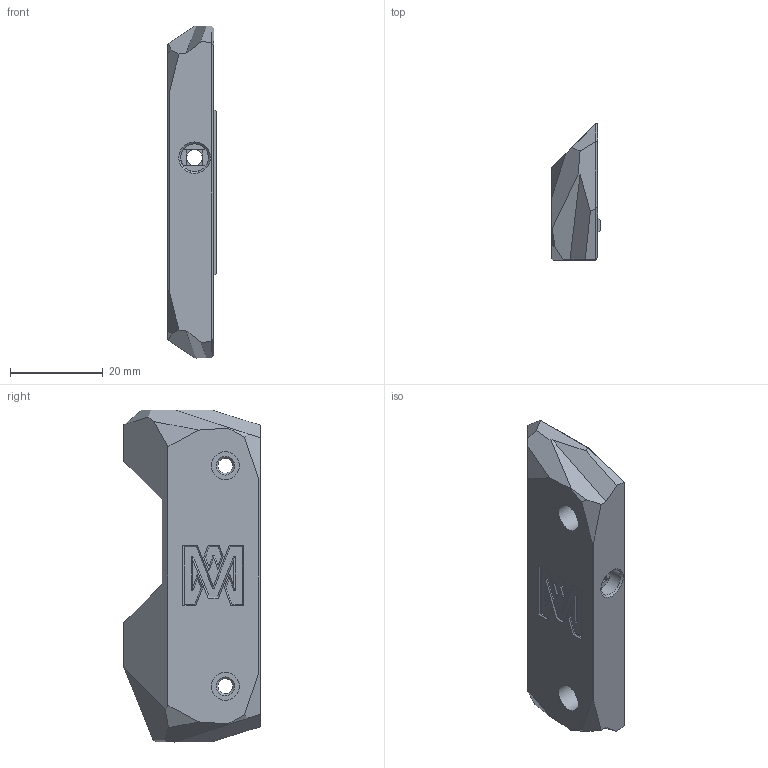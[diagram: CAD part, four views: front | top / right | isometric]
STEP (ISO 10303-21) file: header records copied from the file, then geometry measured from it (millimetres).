
FILE_DESCRIPTION(/* description */ (''),/* implementation_level */ '2;1');
FILE_NAME(/* name */ 'Idler_A_C_x1.step',/* time_stamp */ '2025-12-31T11:45:23-05:00',/* author */ (''),/* organization */ (''),/* preprocessor_version */ 'ST-DEVELOPER v20.1',/* originating_system */ 'Autodesk Translation Framework v14.21.0.0',/* authorisation */ '');
FILE_SCHEMA (('AUTOMOTIVE_DESIGN { 1 0 10303 214 3 1 1 }'));
Length unit declared in the file: millimetre
Products named in the file (1): Idler_A
Bounding box: 10.5 x 29.31 x 71.51 mm (x, y, z)
Volume: 12404.3 mm3; surface area: 5842.1 mm2
Topology: 1 solids, 1 shells, 159 faces, 421 edges, 268 vertices
Faces by surface type: plane 147, cylinder 6, cone 6
Full cylindrical faces by diameter (mm): 3.2 x2, 3.4 x1, 6 x3
Entity records: 4846 total; most frequent: CARTESIAN_POINT 849, ORIENTED_EDGE 842, DIRECTION 768, EDGE_CURVE 421, LINE 394, VECTOR 394, VERTEX_POINT 268, AXIS2_PLACEMENT_3D 187
